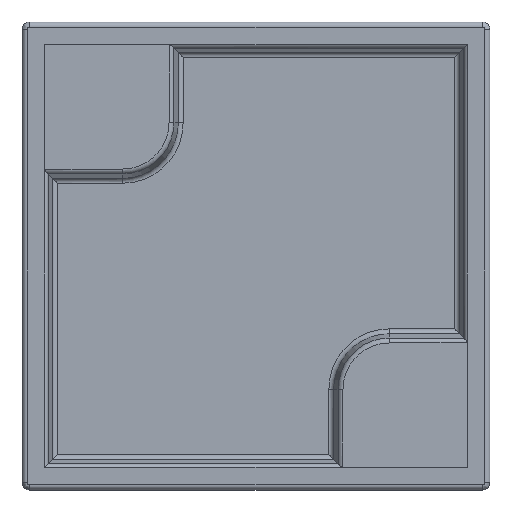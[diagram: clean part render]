
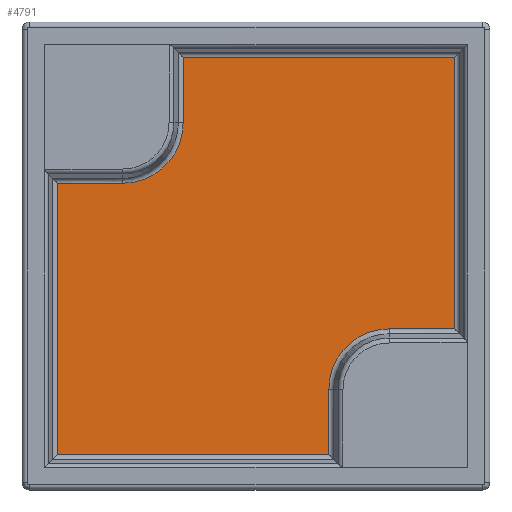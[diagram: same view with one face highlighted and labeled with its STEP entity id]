
A CAD part, top view. The second image highlights one B-rep face of the part: STEP entity #4791.
In plain terms, the highlighted planar face has unit normal (0, 0, 1).
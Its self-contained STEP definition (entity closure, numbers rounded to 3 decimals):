
#207=PLANE('',#5183);
#430=FACE_OUTER_BOUND('',#688,.T.);
#688=EDGE_LOOP('',(#4138,#4139,#4140,#4141,#4142,#4143,#4144,#4145,#4146,
#4147));
#1196=LINE('',#7824,#1700);
#1197=LINE('',#7828,#1701);
#1198=LINE('',#7832,#1702);
#1199=LINE('',#7836,#1703);
#1200=LINE('',#7838,#1704);
#1201=LINE('',#7840,#1705);
#1202=LINE('',#7842,#1706);
#1203=LINE('',#7845,#1707);
#1700=VECTOR('',#6380,53.944);
#1701=VECTOR('',#6385,53.944);
#1702=VECTOR('',#6390,12.972);
#1703=VECTOR('',#6393,12.972);
#1704=VECTOR('',#6394,53.944);
#1705=VECTOR('',#6395,53.944);
#1706=VECTOR('',#6396,12.972);
#1707=VECTOR('',#6399,12.972);
#1855=CIRCLE('',#5184,12.028);
#1856=CIRCLE('',#5185,12.028);
#2275=VERTEX_POINT('',#7821);
#2276=VERTEX_POINT('',#7823);
#2277=VERTEX_POINT('',#7827);
#2278=VERTEX_POINT('',#7831);
#2279=VERTEX_POINT('',#7833);
#2280=VERTEX_POINT('',#7835);
#2281=VERTEX_POINT('',#7837);
#2282=VERTEX_POINT('',#7839);
#2283=VERTEX_POINT('',#7841);
#2284=VERTEX_POINT('',#7843);
#2907=EDGE_CURVE('',#2276,#2275,#1196,.T.);
#2909=EDGE_CURVE('',#2276,#2277,#1197,.T.);
#2911=EDGE_CURVE('',#2278,#2275,#1198,.T.);
#2912=EDGE_CURVE('',#2279,#2278,#1855,.T.);
#2913=EDGE_CURVE('',#2280,#2279,#1199,.T.);
#2914=EDGE_CURVE('',#2280,#2281,#1200,.T.);
#2915=EDGE_CURVE('',#2282,#2281,#1201,.T.);
#2916=EDGE_CURVE('',#2282,#2283,#1202,.T.);
#2917=EDGE_CURVE('',#2283,#2284,#1856,.T.);
#2918=EDGE_CURVE('',#2284,#2277,#1203,.T.);
#4138=ORIENTED_EDGE('',*,*,#2911,.F.);
#4139=ORIENTED_EDGE('',*,*,#2912,.F.);
#4140=ORIENTED_EDGE('',*,*,#2913,.F.);
#4141=ORIENTED_EDGE('',*,*,#2914,.T.);
#4142=ORIENTED_EDGE('',*,*,#2915,.F.);
#4143=ORIENTED_EDGE('',*,*,#2916,.T.);
#4144=ORIENTED_EDGE('',*,*,#2917,.T.);
#4145=ORIENTED_EDGE('',*,*,#2918,.T.);
#4146=ORIENTED_EDGE('',*,*,#2909,.F.);
#4147=ORIENTED_EDGE('',*,*,#2907,.T.);
#4791=ADVANCED_FACE('',(#430),#207,.T.);
#5183=AXIS2_PLACEMENT_3D('',#7830,#6388,#6389);
#5184=AXIS2_PLACEMENT_3D('',#7834,#6391,#6392);
#5185=AXIS2_PLACEMENT_3D('',#7844,#6397,#6398);
#6380=DIRECTION('',(-1.,0.,0.));
#6385=DIRECTION('',(0.,-1.,0.));
#6388=DIRECTION('center_axis',(0.,0.,1.));
#6389=DIRECTION('ref_axis',(1.,0.,0.));
#6390=DIRECTION('',(0.,1.,0.));
#6391=DIRECTION('center_axis',(0.,0.,1.));
#6392=DIRECTION('ref_axis',(0.,-1.,0.));
#6393=DIRECTION('',(1.,0.,0.));
#6394=DIRECTION('',(0.,-1.,0.));
#6395=DIRECTION('',(-1.,0.,0.));
#6396=DIRECTION('',(0.,1.,0.));
#6397=DIRECTION('center_axis',(0.,0.,-1.));
#6398=DIRECTION('ref_axis',(-1.,0.,0.));
#6399=DIRECTION('',(1.,0.,0.));
#7821=CARTESIAN_POINT('',(-14.472,39.472,-1.9));
#7823=CARTESIAN_POINT('',(39.472,39.472,-1.9));
#7824=CARTESIAN_POINT('',(39.472,39.472,-1.9));
#7827=CARTESIAN_POINT('',(39.472,-14.472,-1.9));
#7828=CARTESIAN_POINT('',(39.472,39.472,-1.9));
#7830=CARTESIAN_POINT('Origin',(0.,0.,-1.9));
#7831=CARTESIAN_POINT('',(-14.472,26.5,-1.9));
#7832=CARTESIAN_POINT('',(-14.472,26.5,-1.9));
#7833=CARTESIAN_POINT('',(-26.5,14.472,-1.9));
#7834=CARTESIAN_POINT('Origin',(-26.5,26.5,-1.9));
#7835=CARTESIAN_POINT('',(-39.472,14.472,-1.9));
#7836=CARTESIAN_POINT('',(-39.472,14.472,-1.9));
#7837=CARTESIAN_POINT('',(-39.472,-39.472,-1.9));
#7838=CARTESIAN_POINT('',(-39.472,14.472,-1.9));
#7839=CARTESIAN_POINT('',(14.472,-39.472,-1.9));
#7840=CARTESIAN_POINT('',(14.472,-39.472,-1.9));
#7841=CARTESIAN_POINT('',(14.472,-26.5,-1.9));
#7842=CARTESIAN_POINT('',(14.472,-39.472,-1.9));
#7843=CARTESIAN_POINT('',(26.5,-14.472,-1.9));
#7844=CARTESIAN_POINT('Origin',(26.5,-26.5,-1.9));
#7845=CARTESIAN_POINT('',(26.5,-14.472,-1.9));
